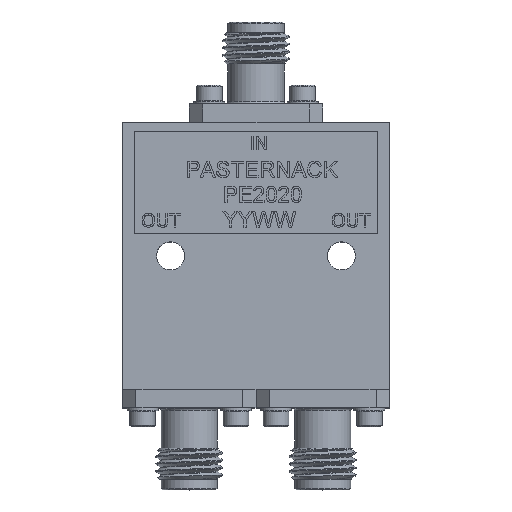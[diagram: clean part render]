
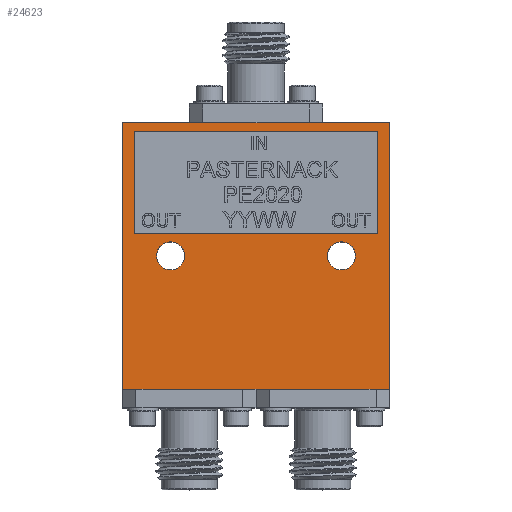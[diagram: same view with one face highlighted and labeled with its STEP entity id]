
A CAD part, top view. The second image highlights one B-rep face of the part: STEP entity #24623.
In plain terms, the highlighted planar face has unit normal (0, 0, 1).
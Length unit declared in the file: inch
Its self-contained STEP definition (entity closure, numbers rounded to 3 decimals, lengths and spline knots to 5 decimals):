
#383 = DIRECTION ( 'NONE',  ( 1., 0., 0. ) ) ;
#678 = EDGE_CURVE ( 'NONE', #8613, #23611, #24324, .T. ) ;
#830 = VECTOR ( 'NONE', #26556, 39.37008 ) ;
#906 = CARTESIAN_POINT ( 'NONE',  ( 0.5, -0.5, 0.25 ) ) ;
#1034 = DIRECTION ( 'NONE',  ( 0., -1., 0. ) ) ;
#1333 = ORIENTED_EDGE ( 'NONE', *, *, #4127, .T. ) ;
#1644 = VECTOR ( 'NONE', #31561, 39.37008 ) ;
#2226 = VECTOR ( 'NONE', #383, 39.37008 ) ;
#2412 = CARTESIAN_POINT ( 'NONE',  ( -0.5, 0.5, 0.25 ) ) ;
#2912 = EDGE_CURVE ( 'NONE', #23611, #7568, #35625, .T. ) ;
#3208 = EDGE_CURVE ( 'NONE', #14491, #14491, #7471, .T. ) ;
#3282 = DIRECTION ( 'NONE',  ( 1., 0., 0. ) ) ;
#3492 = CARTESIAN_POINT ( 'NONE',  ( -0.25, -0.5, 0.25 ) ) ;
#4127 = EDGE_CURVE ( 'NONE', #39178, #13662, #31669, .T. ) ;
#4336 = DIRECTION ( 'NONE',  ( 1., 0., 0. ) ) ;
#4772 = ORIENTED_EDGE ( 'NONE', *, *, #13932, .F. ) ;
#4902 = CARTESIAN_POINT ( 'NONE',  ( -0.2675, 0., 0.25 ) ) ;
#5499 = AXIS2_PLACEMENT_3D ( 'NONE', #29897, #36278, #30500 ) ;
#5698 = VECTOR ( 'NONE', #11971, 39.37008 ) ;
#5871 = VERTEX_POINT ( 'NONE', #36388 ) ;
#6041 = EDGE_CURVE ( 'NONE', #27992, #39178, #9010, .T. ) ;
#7049 = DIRECTION ( 'NONE',  ( 0., 1., 0. ) ) ;
#7234 = ORIENTED_EDGE ( 'NONE', *, *, #28522, .F. ) ;
#7414 = CARTESIAN_POINT ( 'NONE',  ( -0.25, -0.5, 0.25 ) ) ;
#7471 = CIRCLE ( 'NONE', #5499, 0.0525 ) ;
#7568 = VERTEX_POINT ( 'NONE', #22417 ) ;
#7850 = EDGE_LOOP ( 'NONE', ( #26776, #1333, #20802, #16372, #28479, #21166, #28019, #35176, #37674, #24829 ) ) ;
#8017 = VERTEX_POINT ( 'NONE', #906 ) ;
#8064 = AXIS2_PLACEMENT_3D ( 'NONE', #8269, #33357, #20410 ) ;
#8081 = VECTOR ( 'NONE', #3282, 39.37008 ) ;
#8269 = CARTESIAN_POINT ( 'NONE',  ( -0.32, 0., 0.25 ) ) ;
#8422 = CARTESIAN_POINT ( 'NONE',  ( -0.45, -0.5, 0.25 ) ) ;
#8613 = VERTEX_POINT ( 'NONE', #20002 ) ;
#9010 = LINE ( 'NONE', #34299, #9820 ) ;
#9261 = CARTESIAN_POINT ( 'NONE',  ( 0.2, 0.5, 0.25 ) ) ;
#9686 = ORIENTED_EDGE ( 'NONE', *, *, #17319, .F. ) ;
#9820 = VECTOR ( 'NONE', #27924, 39.37008 ) ;
#9981 = VERTEX_POINT ( 'NONE', #35009 ) ;
#10055 = VECTOR ( 'NONE', #18503, 39.37008 ) ;
#10063 = CARTESIAN_POINT ( 'NONE',  ( 0.45621, 0.08237, 0.25 ) ) ;
#10135 = FACE_BOUND ( 'NONE', #23265, .T. ) ;
#10307 = LINE ( 'NONE', #22864, #22957 ) ;
#10527 = LINE ( 'NONE', #32545, #40368 ) ;
#10850 = VERTEX_POINT ( 'NONE', #30386 ) ;
#11028 = CARTESIAN_POINT ( 'NONE',  ( -0.5, -0.5, 0.25 ) ) ;
#11122 = EDGE_LOOP ( 'NONE', ( #4772, #7234, #14063, #9686 ) ) ;
#11971 = DIRECTION ( 'NONE',  ( -1., 0., 0. ) ) ;
#12176 = CARTESIAN_POINT ( 'NONE',  ( -0.5, 0.5, 0.25 ) ) ;
#12338 = ORIENTED_EDGE ( 'NONE', *, *, #22715, .F. ) ;
#12726 = AXIS2_PLACEMENT_3D ( 'NONE', #35444, #17110, #7049 ) ;
#13662 = VERTEX_POINT ( 'NONE', #38396 ) ;
#13932 = EDGE_CURVE ( 'NONE', #10850, #22063, #38265, .T. ) ;
#14063 = ORIENTED_EDGE ( 'NONE', *, *, #36775, .F. ) ;
#14166 = LINE ( 'NONE', #33293, #23229 ) ;
#14491 = VERTEX_POINT ( 'NONE', #21684 ) ;
#16372 = ORIENTED_EDGE ( 'NONE', *, *, #27698, .T. ) ;
#17110 = DIRECTION ( 'NONE',  ( 0., 0., -1. ) ) ;
#17319 = EDGE_CURVE ( 'NONE', #22063, #9981, #14166, .T. ) ;
#17612 = CARTESIAN_POINT ( 'NONE',  ( -0.5, 0.5, 0.25 ) ) ;
#18503 = DIRECTION ( 'NONE',  ( 0., 1., 0. ) ) ;
#19096 = CARTESIAN_POINT ( 'NONE',  ( -0.5, -0.5, 0.25 ) ) ;
#20002 = CARTESIAN_POINT ( 'NONE',  ( 0.5, 0.5, 0.25 ) ) ;
#20410 = DIRECTION ( 'NONE',  ( 1., 0., 0. ) ) ;
#20802 = ORIENTED_EDGE ( 'NONE', *, *, #33565, .T. ) ;
#20952 = EDGE_CURVE ( 'NONE', #37811, #27992, #39042, .T. ) ;
#21166 = ORIENTED_EDGE ( 'NONE', *, *, #23572, .T. ) ;
#21684 = CARTESIAN_POINT ( 'NONE',  ( 0.3725, 0., 0.25 ) ) ;
#22063 = VERTEX_POINT ( 'NONE', #34377 ) ;
#22106 = LINE ( 'NONE', #34660, #1644 ) ;
#22417 = CARTESIAN_POINT ( 'NONE',  ( -0.2, 0.5, 0.25 ) ) ;
#22715 = EDGE_CURVE ( 'NONE', #36991, #36991, #33025, .T. ) ;
#22864 = CARTESIAN_POINT ( 'NONE',  ( -0.45621, 0.08237, 0.25 ) ) ;
#22891 = FACE_BOUND ( 'NONE', #34219, .T. ) ;
#22957 = VECTOR ( 'NONE', #1034, 39.37008 ) ;
#23090 = DIRECTION ( 'NONE',  ( 1., 0., 0. ) ) ;
#23229 = VECTOR ( 'NONE', #30000, 39.37008 ) ;
#23265 = EDGE_LOOP ( 'NONE', ( #30764 ) ) ;
#23572 = EDGE_CURVE ( 'NONE', #8017, #8613, #34567, .T. ) ;
#23611 = VERTEX_POINT ( 'NONE', #9261 ) ;
#23769 = EDGE_CURVE ( 'NONE', #29644, #8017, #31265, .T. ) ;
#23777 = VECTOR ( 'NONE', #29953, 39.37008 ) ;
#24324 = LINE ( 'NONE', #12176, #5698 ) ;
#24623 = ADVANCED_FACE ( 'NONE', ( #10135, #22891, #29864, #29458 ), #29262, .F. ) ;
#24829 = ORIENTED_EDGE ( 'NONE', *, *, #20952, .T. ) ;
#25315 = VECTOR ( 'NONE', #4336, 39.37008 ) ;
#26556 = DIRECTION ( 'NONE',  ( -1., 0., 0. ) ) ;
#26776 = ORIENTED_EDGE ( 'NONE', *, *, #6041, .T. ) ;
#27482 = CARTESIAN_POINT ( 'NONE',  ( 0.45, -0.5, 0.25 ) ) ;
#27698 = EDGE_CURVE ( 'NONE', #5871, #29644, #35611, .T. ) ;
#27924 = DIRECTION ( 'NONE',  ( 1., 0., 0. ) ) ;
#27964 = VERTEX_POINT ( 'NONE', #31857 ) ;
#27977 = CARTESIAN_POINT ( 'NONE',  ( 0.5, -0.5, 0.25 ) ) ;
#27992 = VERTEX_POINT ( 'NONE', #19096 ) ;
#28019 = ORIENTED_EDGE ( 'NONE', *, *, #678, .T. ) ;
#28479 = ORIENTED_EDGE ( 'NONE', *, *, #23769, .T. ) ;
#28522 = EDGE_CURVE ( 'NONE', #27964, #10850, #10527, .T. ) ;
#29262 = PLANE ( 'NONE',  #12726 ) ;
#29458 = FACE_BOUND ( 'NONE', #11122, .T. ) ;
#29644 = VERTEX_POINT ( 'NONE', #27482 ) ;
#29864 = FACE_OUTER_BOUND ( 'NONE', #7850, .T. ) ;
#29897 = CARTESIAN_POINT ( 'NONE',  ( 0.32, 0., 0.25 ) ) ;
#29953 = DIRECTION ( 'NONE',  ( 0., -1., 0. ) ) ;
#30000 = DIRECTION ( 'NONE',  ( -1., 0., 0. ) ) ;
#30386 = CARTESIAN_POINT ( 'NONE',  ( 0.45621, 0.08237, 0.25 ) ) ;
#30500 = DIRECTION ( 'NONE',  ( 1., 0., 0. ) ) ;
#30764 = ORIENTED_EDGE ( 'NONE', *, *, #3208, .F. ) ;
#31265 = LINE ( 'NONE', #37259, #8081 ) ;
#31561 = DIRECTION ( 'NONE',  ( 1., 0., 0. ) ) ;
#31669 = LINE ( 'NONE', #3492, #2226 ) ;
#31857 = CARTESIAN_POINT ( 'NONE',  ( -0.45621, 0.08237, 0.25 ) ) ;
#32217 = VECTOR ( 'NONE', #39659, 39.37008 ) ;
#32530 = CARTESIAN_POINT ( 'NONE',  ( -0.25, 0.5, 0.25 ) ) ;
#32545 = CARTESIAN_POINT ( 'NONE',  ( -0.45621, 0.08237, 0.25 ) ) ;
#33025 = CIRCLE ( 'NONE', #8064, 0.0525 ) ;
#33293 = CARTESIAN_POINT ( 'NONE',  ( -0.45621, 0.46761, 0.25 ) ) ;
#33357 = DIRECTION ( 'NONE',  ( 0., 0., 1. ) ) ;
#33565 = EDGE_CURVE ( 'NONE', #13662, #5871, #22106, .T. ) ;
#34219 = EDGE_LOOP ( 'NONE', ( #12338 ) ) ;
#34299 = CARTESIAN_POINT ( 'NONE',  ( -0.5, -0.5, 0.25 ) ) ;
#34377 = CARTESIAN_POINT ( 'NONE',  ( 0.45621, 0.46761, 0.25 ) ) ;
#34567 = LINE ( 'NONE', #27977, #10055 ) ;
#34660 = CARTESIAN_POINT ( 'NONE',  ( -0.5, -0.5, 0.25 ) ) ;
#35009 = CARTESIAN_POINT ( 'NONE',  ( -0.45621, 0.46761, 0.25 ) ) ;
#35176 = ORIENTED_EDGE ( 'NONE', *, *, #2912, .T. ) ;
#35444 = CARTESIAN_POINT ( 'NONE',  ( -0.25, 0.57, 0.25 ) ) ;
#35611 = LINE ( 'NONE', #7414, #25315 ) ;
#35625 = LINE ( 'NONE', #32530, #830 ) ;
#36278 = DIRECTION ( 'NONE',  ( 0., 0., 1. ) ) ;
#36388 = CARTESIAN_POINT ( 'NONE',  ( 0.05, -0.5, 0.25 ) ) ;
#36393 = DIRECTION ( 'NONE',  ( 0., 1., 0. ) ) ;
#36775 = EDGE_CURVE ( 'NONE', #9981, #27964, #10307, .T. ) ;
#36991 = VERTEX_POINT ( 'NONE', #4902 ) ;
#37259 = CARTESIAN_POINT ( 'NONE',  ( -0.5, -0.5, 0.25 ) ) ;
#37674 = ORIENTED_EDGE ( 'NONE', *, *, #39618, .T. ) ;
#37811 = VERTEX_POINT ( 'NONE', #2412 ) ;
#38265 = LINE ( 'NONE', #10063, #40620 ) ;
#38396 = CARTESIAN_POINT ( 'NONE',  ( -0.05, -0.5, 0.25 ) ) ;
#39042 = LINE ( 'NONE', #11028, #23777 ) ;
#39178 = VERTEX_POINT ( 'NONE', #8422 ) ;
#39459 = LINE ( 'NONE', #17612, #32217 ) ;
#39618 = EDGE_CURVE ( 'NONE', #7568, #37811, #39459, .T. ) ;
#39659 = DIRECTION ( 'NONE',  ( -1., 0., 0. ) ) ;
#40368 = VECTOR ( 'NONE', #23090, 39.37008 ) ;
#40620 = VECTOR ( 'NONE', #36393, 39.37008 ) ;
